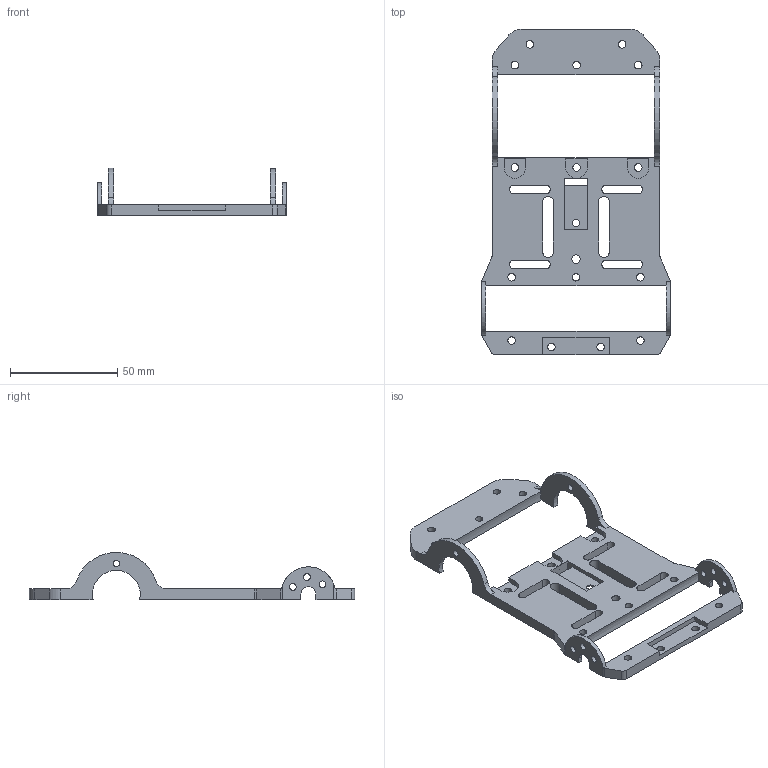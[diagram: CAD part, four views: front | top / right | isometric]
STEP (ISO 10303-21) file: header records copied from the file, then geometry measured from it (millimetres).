
FILE_DESCRIPTION( ( '' ), ' ' );
FILE_NAME( '584eebebab08831059860030.step', '2016-12-12T18:26:51', ( '' ), ( '' ), ' ', ' ', ' ' );
FILE_SCHEMA( ( 'AUTOMOTIVE_DESIGN { 1 0 10303 214 1 1 1 1 }' ) );
Length unit declared in the file: metre
Products named in the file (1): Chassis (7)
Bounding box: 88 x 151.5 x 21.93 mm (x, y, z)
Volume: 32763.7 mm3; surface area: 22578.7 mm2
Topology: 1 solids, 1 shells, 133 faces, 408 edges, 277 vertices
Faces by surface type: cylinder 72, plane 61
Full cylindrical faces by diameter (mm): 3 x2, 3.2 x6, 3.5 x16, 3.922 x1, 10 x4
Entity records: 5588 total; most frequent: CARTESIAN_POINT 778, DIRECTION 778, ORIENTED_EDGE 732, EDGE_CURVE 366, AXIS2_PLACEMENT_3D 284, VERTEX_POINT 264, EDGE_LOOP 230, LINE 210
